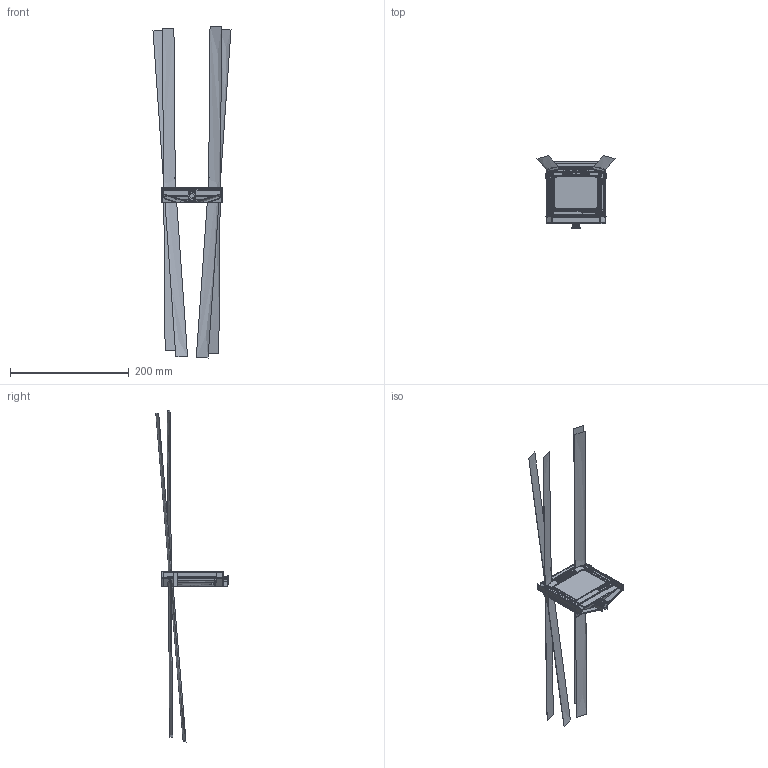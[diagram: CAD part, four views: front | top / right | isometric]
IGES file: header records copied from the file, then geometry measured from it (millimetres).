
Start section:  PTC IGES file: 166097.igs
Global section: file name: 166097.igs; native system: Creo Parametric by Parametric Technology Corporation; preprocessor: 2013230; author: pdmadmin; organization: Unknown; date: 20160301.153628; units: millimetre
Bounding box: 131.67 x 122.29 x 560.23 mm (x, y, z)
Volume: 64919.6 mm3; surface area: 1156774.1 mm2
Topology: 17 solids, 28 shells, 5858 faces, 28862 edges, 36049 vertices
Faces by surface type: bspline 3242, revolution 2116, extrusion 500
